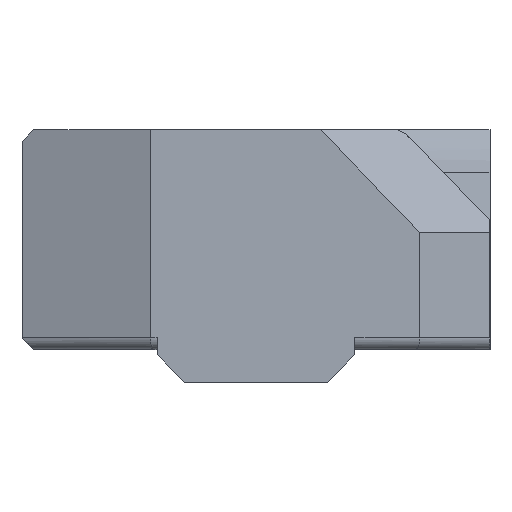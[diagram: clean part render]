
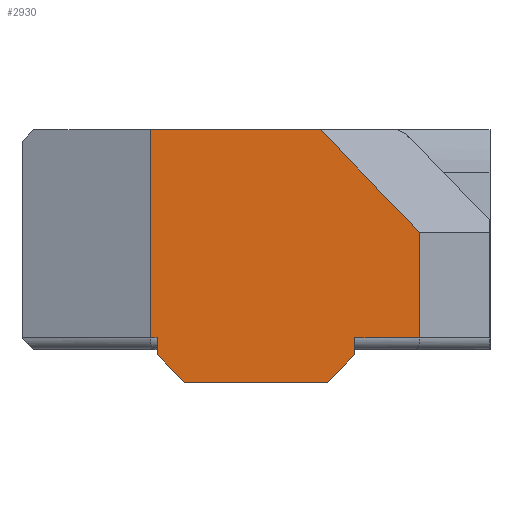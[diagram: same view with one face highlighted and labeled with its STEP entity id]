
A CAD part, left-side view. The second image highlights one B-rep face of the part: STEP entity #2930.
In plain terms, the highlighted planar face has unit normal (-1, 0, 0).
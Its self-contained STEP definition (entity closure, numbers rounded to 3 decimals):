
#50=PLANE('',#3151);
#205=FACE_OUTER_BOUND('',#385,.T.);
#385=EDGE_LOOP('',(#2099,#2100,#2101,#2102,#2103,#2104,#2105,#2106,#2107,
#2108,#2109));
#662=LINE('',#4319,#1013);
#663=LINE('',#4322,#1014);
#667=LINE('',#4330,#1018);
#668=LINE('',#4332,#1019);
#669=LINE('',#4334,#1020);
#670=LINE('',#4336,#1021);
#671=LINE('',#4338,#1022);
#672=LINE('',#4340,#1023);
#673=LINE('',#4342,#1024);
#674=LINE('',#4344,#1025);
#675=LINE('',#4345,#1026);
#1013=VECTOR('',#3452,10.);
#1014=VECTOR('',#3455,10.);
#1018=VECTOR('',#3461,10.);
#1019=VECTOR('',#3462,10.);
#1020=VECTOR('',#3463,10.);
#1021=VECTOR('',#3464,10.);
#1022=VECTOR('',#3465,10.);
#1023=VECTOR('',#3466,10.);
#1024=VECTOR('',#3467,10.);
#1025=VECTOR('',#3468,10.);
#1026=VECTOR('',#3469,10.);
#1362=VERTEX_POINT('',#4311);
#1364=VERTEX_POINT('',#4317);
#1365=VERTEX_POINT('',#4321);
#1368=VERTEX_POINT('',#4329);
#1369=VERTEX_POINT('',#4331);
#1370=VERTEX_POINT('',#4333);
#1371=VERTEX_POINT('',#4335);
#1372=VERTEX_POINT('',#4337);
#1373=VERTEX_POINT('',#4339);
#1374=VERTEX_POINT('',#4341);
#1375=VERTEX_POINT('',#4343);
#1653=EDGE_CURVE('',#1364,#1362,#662,.T.);
#1654=EDGE_CURVE('',#1362,#1365,#663,.T.);
#1658=EDGE_CURVE('',#1368,#1364,#667,.T.);
#1659=EDGE_CURVE('',#1369,#1368,#668,.T.);
#1660=EDGE_CURVE('',#1370,#1369,#669,.T.);
#1661=EDGE_CURVE('',#1371,#1370,#670,.T.);
#1662=EDGE_CURVE('',#1372,#1371,#671,.T.);
#1663=EDGE_CURVE('',#1373,#1372,#672,.T.);
#1664=EDGE_CURVE('',#1374,#1373,#673,.T.);
#1665=EDGE_CURVE('',#1375,#1374,#674,.T.);
#1666=EDGE_CURVE('',#1365,#1375,#675,.T.);
#2099=ORIENTED_EDGE('',*,*,#1653,.F.);
#2100=ORIENTED_EDGE('',*,*,#1658,.F.);
#2101=ORIENTED_EDGE('',*,*,#1659,.F.);
#2102=ORIENTED_EDGE('',*,*,#1660,.F.);
#2103=ORIENTED_EDGE('',*,*,#1661,.F.);
#2104=ORIENTED_EDGE('',*,*,#1662,.F.);
#2105=ORIENTED_EDGE('',*,*,#1663,.F.);
#2106=ORIENTED_EDGE('',*,*,#1664,.F.);
#2107=ORIENTED_EDGE('',*,*,#1665,.F.);
#2108=ORIENTED_EDGE('',*,*,#1666,.F.);
#2109=ORIENTED_EDGE('',*,*,#1654,.F.);
#2930=ADVANCED_FACE('',(#205),#50,.T.);
#3151=AXIS2_PLACEMENT_3D('',#4328,#3459,#3460);
#3452=DIRECTION('',(0.,1.,0.));
#3455=DIRECTION('',(0.,0.,1.));
#3459=DIRECTION('center_axis',(-1.,0.,0.));
#3460=DIRECTION('ref_axis',(0.,-1.,0.));
#3461=DIRECTION('',(0.,0.,1.));
#3462=DIRECTION('',(0.,0.707,0.707));
#3463=DIRECTION('',(0.,1.,0.));
#3464=DIRECTION('',(0.,0.707,-0.707));
#3465=DIRECTION('',(0.,0.,-1.));
#3466=DIRECTION('',(0.,1.,0.));
#3467=DIRECTION('',(0.,0.,-1.));
#3468=DIRECTION('',(0.,-0.694,-0.72));
#3469=DIRECTION('',(0.,-1.,0.));
#4311=CARTESIAN_POINT('',(-26.,14.5,0.5));
#4317=CARTESIAN_POINT('',(-26.,14.225,0.5));
#4319=CARTESIAN_POINT('',(-26.,12.25,0.5));
#4321=CARTESIAN_POINT('',(-26.,14.5,9.4));
#4322=CARTESIAN_POINT('',(-26.,14.5,0.));
#4328=CARTESIAN_POINT('Origin',(-26.,14.5,0.));
#4329=CARTESIAN_POINT('',(-26.,14.225,-0.225));
#4330=CARTESIAN_POINT('',(-26.,14.225,-0.35));
#4331=CARTESIAN_POINT('',(-26.,13.05,-1.4));
#4332=CARTESIAN_POINT('',(-26.,13.05,-1.4));
#4333=CARTESIAN_POINT('',(-26.,6.95,-1.4));
#4334=CARTESIAN_POINT('',(-26.,11.525,-1.4));
#4335=CARTESIAN_POINT('',(-26.,5.775,-0.225));
#4336=CARTESIAN_POINT('',(-26.,7.538,-1.988));
#4337=CARTESIAN_POINT('',(-26.,5.775,0.5));
#4338=CARTESIAN_POINT('',(-26.,5.775,-0.463));
#4339=CARTESIAN_POINT('',(-26.,3.,0.5));
#4340=CARTESIAN_POINT('',(-26.,12.25,0.5));
#4341=CARTESIAN_POINT('',(-26.,3.,5.));
#4342=CARTESIAN_POINT('',(-26.,3.,0.));
#4343=CARTESIAN_POINT('',(-26.,7.243,9.4));
#4344=CARTESIAN_POINT('',(-26.,4.001,6.039));
#4345=CARTESIAN_POINT('',(-26.,20.,9.4));
